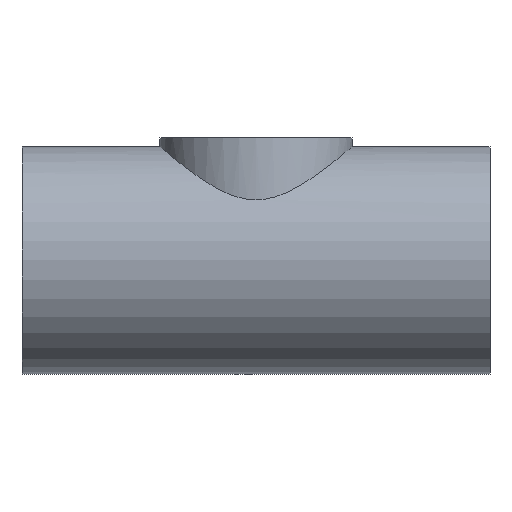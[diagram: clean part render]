
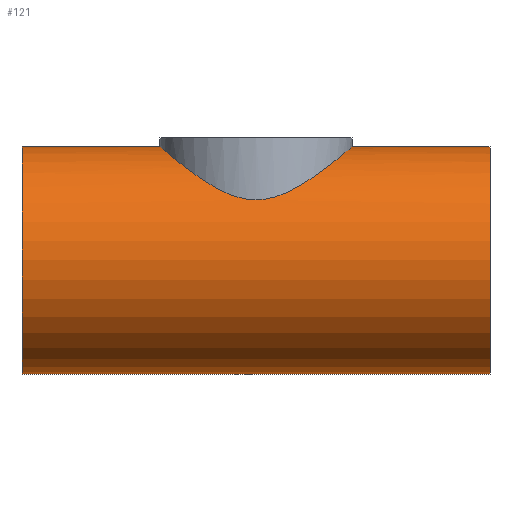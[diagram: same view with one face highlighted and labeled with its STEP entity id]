
A CAD part, front view. The second image highlights one B-rep face of the part: STEP entity #121.
In plain terms, the highlighted cylindrical face has radius 82.6 mm (diameter 165.2 mm), a full revolution.
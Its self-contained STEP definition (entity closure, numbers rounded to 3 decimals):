
#21=FACE_BOUND('',#39,.T.);
#28=FACE_OUTER_BOUND('',#38,.T.);
#38=EDGE_LOOP('',(#104,#105,#106,#107));
#39=EDGE_LOOP('',(#108,#109));
#46=CIRCLE('',#152,82.6);
#47=CIRCLE('',#154,82.6);
#51=LINE('',#350,#55);
#55=VECTOR('',#185,82.6);
#58=B_SPLINE_CURVE_WITH_KNOTS('',3,(#275,#276,#277,#278,#279,#280,#281,
#282,#283,#284,#285,#286,#287,#288,#289,#290,#291,#292),.UNSPECIFIED.,.F.,
 .F.,(4,2,2,2,2,2,2,2,4),(0.,1.466,2.932,4.398,
5.864,7.263,8.663,10.063,11.462),
 .UNSPECIFIED.);
#59=B_SPLINE_CURVE_WITH_KNOTS('',3,(#293,#294,#295,#296,#297,#298,#299,
#300,#301,#302,#303,#304,#305,#306,#307,#308,#309,#310,#311,#312,#313,#314,
#315,#316,#317,#318,#319,#320,#321,#322,#323,#324,#325,#326,#327,#328,#329,
#330,#331,#332,#333,#334,#335,#336,#337,#338,#339,#340,#341,#342),
 .UNSPECIFIED.,.F.,.F.,(4,2,2,2,2,2,2,2,2,2,2,2,2,2,2,2,2,2,2,2,2,2,2,2,
4),(11.462,12.862,14.262,15.661,
17.061,18.527,19.993,21.459,22.925,
24.391,25.856,27.322,28.788,30.188,
31.588,32.987,34.387,35.787,37.186,
38.586,39.986,41.452,42.917,44.383,
45.849),.UNSPECIFIED.);
#66=VERTEX_POINT('',#272);
#67=VERTEX_POINT('',#274);
#68=VERTEX_POINT('',#345);
#69=VERTEX_POINT('',#348);
#79=EDGE_CURVE('',#67,#66,#58,.T.);
#80=EDGE_CURVE('',#66,#67,#59,.T.);
#81=EDGE_CURVE('',#68,#68,#46,.T.);
#82=EDGE_CURVE('',#69,#69,#47,.T.);
#83=EDGE_CURVE('',#69,#68,#51,.T.);
#104=ORIENTED_EDGE('',*,*,#82,.F.);
#105=ORIENTED_EDGE('',*,*,#83,.T.);
#106=ORIENTED_EDGE('',*,*,#81,.F.);
#107=ORIENTED_EDGE('',*,*,#83,.F.);
#108=ORIENTED_EDGE('',*,*,#79,.T.);
#109=ORIENTED_EDGE('',*,*,#80,.T.);
#115=CYLINDRICAL_SURFACE('',#153,82.6);
#121=ADVANCED_FACE('',(#28,#21),#115,.T.);
#152=AXIS2_PLACEMENT_3D('',#346,#179,#180);
#153=AXIS2_PLACEMENT_3D('',#347,#181,#182);
#154=AXIS2_PLACEMENT_3D('',#349,#183,#184);
#179=DIRECTION('center_axis',(-1.,0.,0.));
#180=DIRECTION('ref_axis',(0.,1.,0.));
#181=DIRECTION('center_axis',(1.,0.,0.));
#182=DIRECTION('ref_axis',(0.,1.,0.));
#183=DIRECTION('center_axis',(1.,0.,0.));
#184=DIRECTION('ref_axis',(0.,1.,0.));
#185=DIRECTION('',(-1.,0.,0.));
#272=CARTESIAN_POINT('',(-69.9,0.,82.6));
#274=CARTESIAN_POINT('',(0.,-69.9,44.009));
#275=CARTESIAN_POINT('Ctrl Pts',(0.,-69.9,44.009));
#276=CARTESIAN_POINT('Ctrl Pts',(-4.886,-69.9,44.009));
#277=CARTESIAN_POINT('Ctrl Pts',(-9.645,-69.389,44.842));
#278=CARTESIAN_POINT('Ctrl Pts',(-18.802,-67.486,47.658));
#279=CARTESIAN_POINT('Ctrl Pts',(-23.207,-66.092,49.625));
#280=CARTESIAN_POINT('Ctrl Pts',(-31.587,-62.522,54.054));
#281=CARTESIAN_POINT('Ctrl Pts',(-35.564,-60.342,56.515));
#282=CARTESIAN_POINT('Ctrl Pts',(-42.957,-55.323,61.437));
#283=CARTESIAN_POINT('Ctrl Pts',(-46.371,-52.482,63.898));
#284=CARTESIAN_POINT('Ctrl Pts',(-52.344,-46.51,68.358));
#285=CARTESIAN_POINT('Ctrl Pts',(-55.147,-43.183,70.538));
#286=CARTESIAN_POINT('Ctrl Pts',(-60.188,-35.823,74.545));
#287=CARTESIAN_POINT('Ctrl Pts',(-62.427,-31.79,76.373));
#288=CARTESIAN_POINT('Ctrl Pts',(-66.092,-23.229,79.396));
#289=CARTESIAN_POINT('Ctrl Pts',(-67.521,-18.692,80.595));
#290=CARTESIAN_POINT('Ctrl Pts',(-69.425,-9.41,82.197));
#291=CARTESIAN_POINT('Ctrl Pts',(-69.9,-4.666,82.6));
#292=CARTESIAN_POINT('Ctrl Pts',(-69.9,0.,82.6));
#293=CARTESIAN_POINT('Ctrl Pts',(-69.9,0.,82.6));
#294=CARTESIAN_POINT('Ctrl Pts',(-69.9,4.666,82.6));
#295=CARTESIAN_POINT('Ctrl Pts',(-69.425,9.41,82.197));
#296=CARTESIAN_POINT('Ctrl Pts',(-67.521,18.692,80.595));
#297=CARTESIAN_POINT('Ctrl Pts',(-66.092,23.229,79.396));
#298=CARTESIAN_POINT('Ctrl Pts',(-62.427,31.79,76.373));
#299=CARTESIAN_POINT('Ctrl Pts',(-60.188,35.823,74.545));
#300=CARTESIAN_POINT('Ctrl Pts',(-55.147,43.183,70.538));
#301=CARTESIAN_POINT('Ctrl Pts',(-52.344,46.51,68.358));
#302=CARTESIAN_POINT('Ctrl Pts',(-46.371,52.482,63.898));
#303=CARTESIAN_POINT('Ctrl Pts',(-42.957,55.323,61.437));
#304=CARTESIAN_POINT('Ctrl Pts',(-35.564,60.342,56.515));
#305=CARTESIAN_POINT('Ctrl Pts',(-31.587,62.522,54.054));
#306=CARTESIAN_POINT('Ctrl Pts',(-23.207,66.092,49.625));
#307=CARTESIAN_POINT('Ctrl Pts',(-18.802,67.486,47.658));
#308=CARTESIAN_POINT('Ctrl Pts',(-9.645,69.389,44.842));
#309=CARTESIAN_POINT('Ctrl Pts',(-4.886,69.9,44.009));
#310=CARTESIAN_POINT('Ctrl Pts',(4.886,69.9,44.009));
#311=CARTESIAN_POINT('Ctrl Pts',(9.645,69.389,44.842));
#312=CARTESIAN_POINT('Ctrl Pts',(18.802,67.486,47.658));
#313=CARTESIAN_POINT('Ctrl Pts',(23.207,66.092,49.625));
#314=CARTESIAN_POINT('Ctrl Pts',(31.587,62.522,54.054));
#315=CARTESIAN_POINT('Ctrl Pts',(35.564,60.342,56.515));
#316=CARTESIAN_POINT('Ctrl Pts',(42.957,55.323,61.437));
#317=CARTESIAN_POINT('Ctrl Pts',(46.371,52.482,63.898));
#318=CARTESIAN_POINT('Ctrl Pts',(52.344,46.51,68.358));
#319=CARTESIAN_POINT('Ctrl Pts',(55.147,43.183,70.538));
#320=CARTESIAN_POINT('Ctrl Pts',(60.188,35.823,74.545));
#321=CARTESIAN_POINT('Ctrl Pts',(62.427,31.79,76.373));
#322=CARTESIAN_POINT('Ctrl Pts',(66.092,23.229,79.396));
#323=CARTESIAN_POINT('Ctrl Pts',(67.521,18.692,80.595));
#324=CARTESIAN_POINT('Ctrl Pts',(69.425,9.41,82.197));
#325=CARTESIAN_POINT('Ctrl Pts',(69.9,4.666,82.6));
#326=CARTESIAN_POINT('Ctrl Pts',(69.9,-4.666,82.6));
#327=CARTESIAN_POINT('Ctrl Pts',(69.425,-9.41,82.197));
#328=CARTESIAN_POINT('Ctrl Pts',(67.521,-18.692,80.595));
#329=CARTESIAN_POINT('Ctrl Pts',(66.092,-23.229,79.396));
#330=CARTESIAN_POINT('Ctrl Pts',(62.427,-31.79,76.373));
#331=CARTESIAN_POINT('Ctrl Pts',(60.188,-35.823,74.545));
#332=CARTESIAN_POINT('Ctrl Pts',(55.147,-43.183,70.538));
#333=CARTESIAN_POINT('Ctrl Pts',(52.344,-46.51,68.358));
#334=CARTESIAN_POINT('Ctrl Pts',(46.371,-52.482,63.898));
#335=CARTESIAN_POINT('Ctrl Pts',(42.957,-55.323,61.437));
#336=CARTESIAN_POINT('Ctrl Pts',(35.564,-60.342,56.515));
#337=CARTESIAN_POINT('Ctrl Pts',(31.587,-62.522,54.054));
#338=CARTESIAN_POINT('Ctrl Pts',(23.207,-66.092,49.625));
#339=CARTESIAN_POINT('Ctrl Pts',(18.802,-67.486,47.658));
#340=CARTESIAN_POINT('Ctrl Pts',(9.645,-69.389,44.842));
#341=CARTESIAN_POINT('Ctrl Pts',(4.886,-69.9,44.009));
#342=CARTESIAN_POINT('Ctrl Pts',(0.,-69.9,44.009));
#345=CARTESIAN_POINT('',(-170.,-82.6,0.));
#346=CARTESIAN_POINT('Origin',(-170.,0.,0.));
#347=CARTESIAN_POINT('Origin',(0.,0.,0.));
#348=CARTESIAN_POINT('',(170.,-82.6,0.));
#349=CARTESIAN_POINT('Origin',(170.,0.,0.));
#350=CARTESIAN_POINT('',(0.,-82.6,0.));
